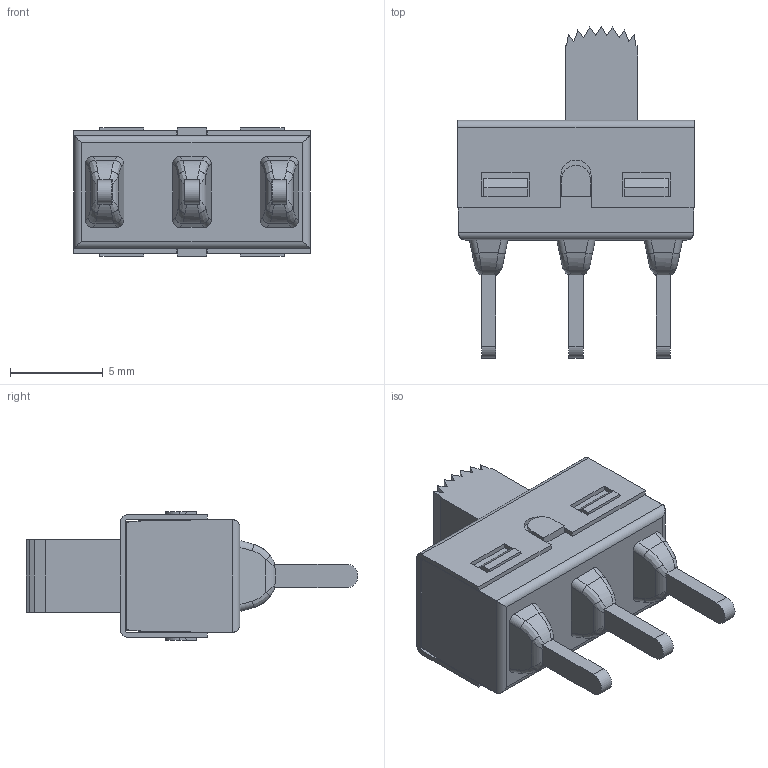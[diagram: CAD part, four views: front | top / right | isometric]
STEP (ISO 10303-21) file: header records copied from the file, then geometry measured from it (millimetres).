
FILE_DESCRIPTION(/* description */ ('STEP AP214'),/* implementation_level */ '2;1');
FILE_NAME(/* name */ '1101M2S3CGE2.stp',/* time_stamp */ '2019-06-10T22:17:24+02:00',/* author */ ('User_99'),/* organization */ (''),/* preprocessor_version */ 'ST-DEVELOPER v16.5',/* originating_system */ 'Autodesk Inventor 2017',/* authorisation */ ' ');
FILE_SCHEMA (('AUTOMOTIVE_DESIGN { 1 0 10303 214 3 1 1 }'));
Length unit declared in the file: millimetre
Products named in the file (1): 1101M2S3CGE2
Bounding box: 12.7 x 17.86 x 6.91 mm (x, y, z)
Volume: 426.5 mm3; surface area: 1260.8 mm2
Topology: 1 solids, 1 shells, 350 faces, 1003 edges, 641 vertices
Faces by surface type: plane 257, cylinder 65, bspline 28
Full cylindrical faces by diameter (mm): 2.388 x1
Entity records: 12829 total; most frequent: CARTESIAN_POINT 3546, ORIENTED_EDGE 2002, DIRECTION 1785, EDGE_CURVE 1001, LINE 815, VECTOR 815, VERTEX_POINT 640, AXIS2_PLACEMENT_3D 485
